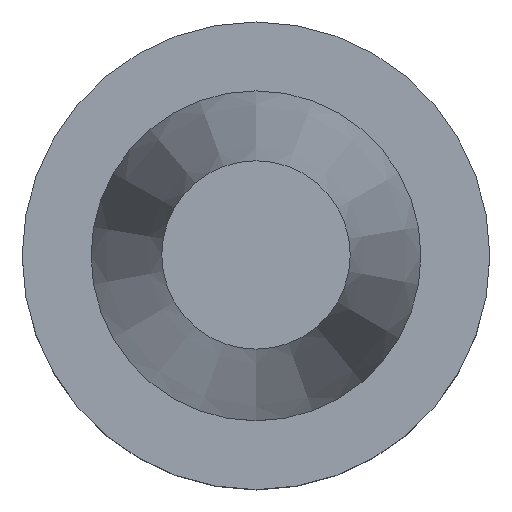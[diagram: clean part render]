
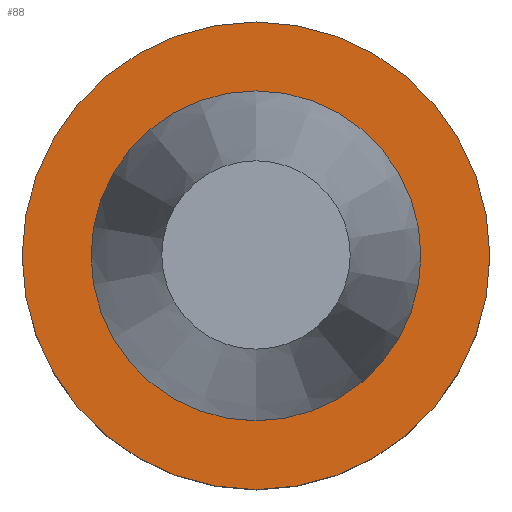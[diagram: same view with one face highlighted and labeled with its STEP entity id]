
A CAD part, top view. The second image highlights one B-rep face of the part: STEP entity #88.
In plain terms, the highlighted planar face has unit normal (0, 0, 1).
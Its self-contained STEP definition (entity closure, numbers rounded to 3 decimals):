
#88=ADVANCED_FACE('Unnamed[1]',(#220,#221),#222,.T.);
#141=EDGE_CURVE('Unnamed[1]',#305,#305,#306,.T.);
#161=EDGE_CURVE('Unnamed[1]',#334,#334,#335,.T.);
#220=FACE_OUTER_BOUND('',#401,.T.);
#221=FACE_BOUND('',#402,.T.);
#222=PLANE('',#403);
#305=VERTEX_POINT('',#507);
#306=CIRCLE('',#508,22.225);
#334=VERTEX_POINT('',#543);
#335=CIRCLE('',#544,31.5);
#401=EDGE_LOOP('',(#601));
#402=EDGE_LOOP('',(#602));
#403=AXIS2_PLACEMENT_3D('',#603,#604,#605);
#507=CARTESIAN_POINT('',(0.,22.225,-1.));
#508=AXIS2_PLACEMENT_3D('',#698,#699,#700);
#543=CARTESIAN_POINT('',(0.,31.5,-1.));
#544=AXIS2_PLACEMENT_3D('',#728,#729,#730);
#601=ORIENTED_EDGE('',*,*,#161,.F.);
#602=ORIENTED_EDGE('',*,*,#141,.T.);
#603=CARTESIAN_POINT('',(0.,26.862,-1.));
#604=DIRECTION('',(0.,0.,1.0));
#605=DIRECTION('',(0.,-1.0,0.));
#698=CARTESIAN_POINT('',(0.,0.,-1.));
#699=DIRECTION('',(0.,0.,-1.0));
#700=DIRECTION('',(0.,1.0,0.));
#728=CARTESIAN_POINT('',(0.,0.,-1.));
#729=DIRECTION('',(0.,0.,-1.0));
#730=DIRECTION('',(0.,1.0,0.));
